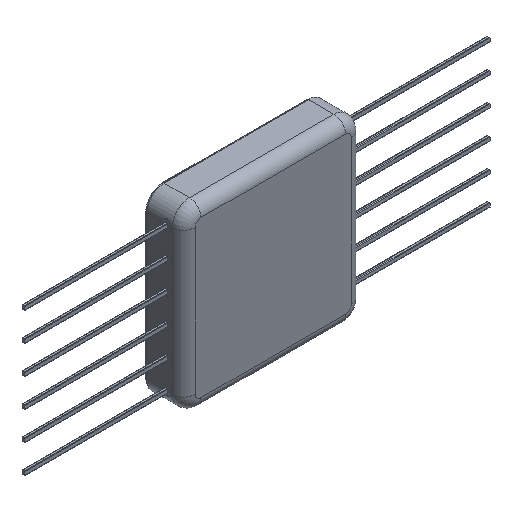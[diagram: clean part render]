
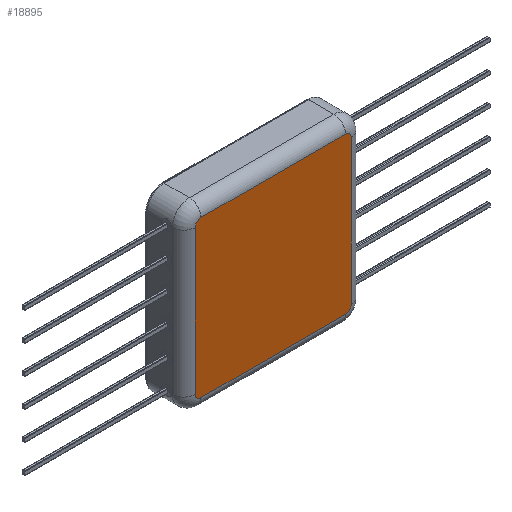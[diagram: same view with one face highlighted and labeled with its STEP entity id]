
A CAD part, isometric view. The second image highlights one B-rep face of the part: STEP entity #18895.
In plain terms, the highlighted planar face has unit normal (0, -1, 0).
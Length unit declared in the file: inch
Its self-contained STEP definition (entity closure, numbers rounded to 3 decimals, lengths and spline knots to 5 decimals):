
#5 = VECTOR ( 'NONE', #3190, 39.37008 ) ;
#513 = EDGE_CURVE ( 'NONE', #2197, #26122, #11266, .T. ) ;
#578 = AXIS2_PLACEMENT_3D ( 'NONE', #2528, #25973, #10897 ) ;
#1149 = CIRCLE ( 'NONE', #27777, 0.02 ) ;
#1864 = DIRECTION ( 'NONE',  ( 0., 0., -1. ) ) ;
#2197 = VERTEX_POINT ( 'NONE', #15436 ) ;
#2528 = CARTESIAN_POINT ( 'NONE',  ( -0.2525, -0.13, 0.2525 ) ) ;
#3190 = DIRECTION ( 'NONE',  ( 0., 0., -1. ) ) ;
#3340 = LINE ( 'NONE', #14264, #15022 ) ;
#3660 = ORIENTED_EDGE ( 'NONE', *, *, #9485, .T. ) ;
#3938 = VERTEX_POINT ( 'NONE', #19617 ) ;
#4119 = DIRECTION ( 'NONE',  ( -1., 0., 0. ) ) ;
#4585 = CARTESIAN_POINT ( 'NONE',  ( 0.2525, -0.13, -0.2725 ) ) ;
#5094 = CARTESIAN_POINT ( 'NONE',  ( 0.2525, -0.13, 0.2725 ) ) ;
#6238 = LINE ( 'NONE', #14910, #18341 ) ;
#6379 = CIRCLE ( 'NONE', #11343, 0.02 ) ;
#6466 = VERTEX_POINT ( 'NONE', #5094 ) ;
#7947 = DIRECTION ( 'NONE',  ( 0., -1., 0. ) ) ;
#8276 = DIRECTION ( 'NONE',  ( 0., 0., -1. ) ) ;
#9485 = EDGE_CURVE ( 'NONE', #13834, #3938, #26672, .T. ) ;
#9615 = EDGE_LOOP ( 'NONE', ( #14842, #23414, #12761, #23672, #25904, #3660, #24342, #10961 ) ) ;
#9735 = CARTESIAN_POINT ( 'NONE',  ( -0.2525, -0.13, 0.2725 ) ) ;
#10897 = DIRECTION ( 'NONE',  ( 0., 0., -1. ) ) ;
#10961 = ORIENTED_EDGE ( 'NONE', *, *, #13015, .T. ) ;
#11100 = VECTOR ( 'NONE', #16596, 39.37008 ) ;
#11266 = LINE ( 'NONE', #17828, #5 ) ;
#11343 = AXIS2_PLACEMENT_3D ( 'NONE', #21639, #21509, #8276 ) ;
#12587 = CARTESIAN_POINT ( 'NONE',  ( 0.2525, -0.13, -0.2525 ) ) ;
#12761 = ORIENTED_EDGE ( 'NONE', *, *, #513, .T. ) ;
#13015 = EDGE_CURVE ( 'NONE', #19667, #6466, #6379, .T. ) ;
#13834 = VERTEX_POINT ( 'NONE', #4585 ) ;
#14264 = CARTESIAN_POINT ( 'NONE',  ( 0.2725, -0.13, 0.2525 ) ) ;
#14809 = CARTESIAN_POINT ( 'NONE',  ( -0.2525, -0.13, 0.2525 ) ) ;
#14842 = ORIENTED_EDGE ( 'NONE', *, *, #21106, .T. ) ;
#14910 = CARTESIAN_POINT ( 'NONE',  ( -0.2525, -0.13, 0.2725 ) ) ;
#15022 = VECTOR ( 'NONE', #18673, 39.37008 ) ;
#15318 = CARTESIAN_POINT ( 'NONE',  ( -0.2525, -0.13, -0.2725 ) ) ;
#15436 = CARTESIAN_POINT ( 'NONE',  ( -0.2725, -0.13, 0.2525 ) ) ;
#15762 = CARTESIAN_POINT ( 'NONE',  ( 0.2725, -0.13, 0.2525 ) ) ;
#16596 = DIRECTION ( 'NONE',  ( 1., 0., 0. ) ) ;
#16894 = DIRECTION ( 'NONE',  ( 0., 0., -1. ) ) ;
#16934 = DIRECTION ( 'NONE',  ( 0., 0., -1. ) ) ;
#17090 = EDGE_CURVE ( 'NONE', #23346, #2197, #24879, .T. ) ;
#17828 = CARTESIAN_POINT ( 'NONE',  ( -0.2725, -0.13, 0.2525 ) ) ;
#18341 = VECTOR ( 'NONE', #4119, 39.37008 ) ;
#18585 = EDGE_CURVE ( 'NONE', #3938, #19667, #3340, .T. ) ;
#18673 = DIRECTION ( 'NONE',  ( 0., 0., 1. ) ) ;
#18895 = ADVANCED_FACE ( 'NONE', ( #26095 ), #25833, .T. ) ;
#18899 = VERTEX_POINT ( 'NONE', #15318 ) ;
#19617 = CARTESIAN_POINT ( 'NONE',  ( 0.2725, -0.13, -0.2525 ) ) ;
#19667 = VERTEX_POINT ( 'NONE', #15762 ) ;
#20319 = AXIS2_PLACEMENT_3D ( 'NONE', #14809, #23918, #16934 ) ;
#20833 = AXIS2_PLACEMENT_3D ( 'NONE', #12587, #21292, #1864 ) ;
#21093 = EDGE_CURVE ( 'NONE', #26122, #18899, #1149, .T. ) ;
#21106 = EDGE_CURVE ( 'NONE', #6466, #23346, #6238, .T. ) ;
#21292 = DIRECTION ( 'NONE',  ( 0., -1., 0. ) ) ;
#21509 = DIRECTION ( 'NONE',  ( 0., -1., 0. ) ) ;
#21639 = CARTESIAN_POINT ( 'NONE',  ( 0.2525, -0.13, 0.2525 ) ) ;
#23164 = LINE ( 'NONE', #23436, #11100 ) ;
#23346 = VERTEX_POINT ( 'NONE', #9735 ) ;
#23414 = ORIENTED_EDGE ( 'NONE', *, *, #17090, .T. ) ;
#23436 = CARTESIAN_POINT ( 'NONE',  ( -0.2525, -0.13, -0.2725 ) ) ;
#23590 = CARTESIAN_POINT ( 'NONE',  ( -0.2525, -0.13, -0.2525 ) ) ;
#23672 = ORIENTED_EDGE ( 'NONE', *, *, #21093, .T. ) ;
#23918 = DIRECTION ( 'NONE',  ( 0., -1., 0. ) ) ;
#24342 = ORIENTED_EDGE ( 'NONE', *, *, #18585, .T. ) ;
#24749 = CARTESIAN_POINT ( 'NONE',  ( -0.2725, -0.13, -0.2525 ) ) ;
#24879 = CIRCLE ( 'NONE', #20319, 0.02 ) ;
#25833 = PLANE ( 'NONE',  #578 ) ;
#25904 = ORIENTED_EDGE ( 'NONE', *, *, #27407, .T. ) ;
#25973 = DIRECTION ( 'NONE',  ( 0., -1., 0. ) ) ;
#26095 = FACE_OUTER_BOUND ( 'NONE', #9615, .T. ) ;
#26122 = VERTEX_POINT ( 'NONE', #24749 ) ;
#26672 = CIRCLE ( 'NONE', #20833, 0.02 ) ;
#27407 = EDGE_CURVE ( 'NONE', #18899, #13834, #23164, .T. ) ;
#27777 = AXIS2_PLACEMENT_3D ( 'NONE', #23590, #7947, #16894 ) ;
